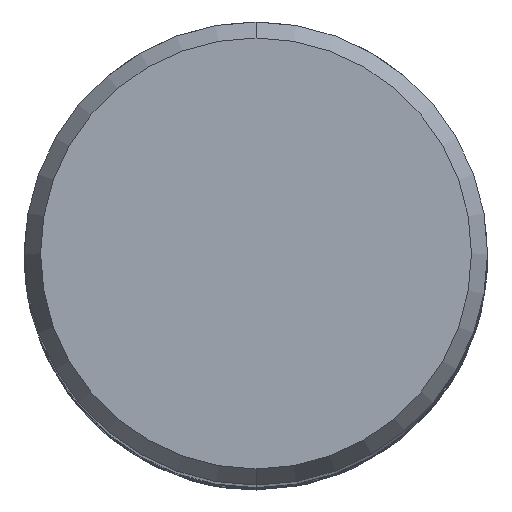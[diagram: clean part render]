
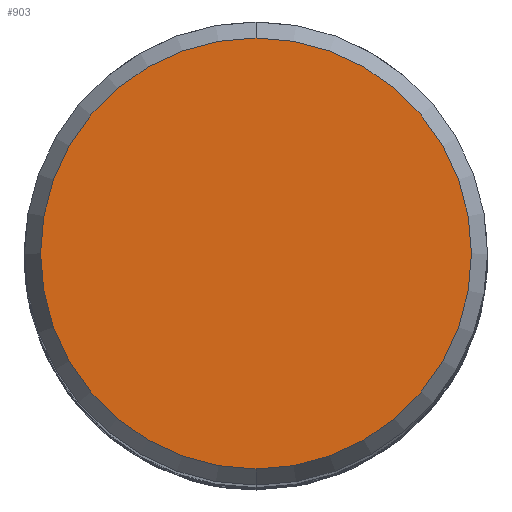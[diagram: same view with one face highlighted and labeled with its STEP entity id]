
A CAD part, top view. The second image highlights one B-rep face of the part: STEP entity #903.
In plain terms, the highlighted planar face has unit normal (0, 0, 1).
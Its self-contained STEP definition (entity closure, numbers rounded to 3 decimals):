
#903=ADVANCED_FACE('',(#2342),#2343,.T.);
#917=VERTEX_POINT('',#2357);
#1337=EDGE_CURVE('',#1771,#917,#2822,.T.);
#1771=VERTEX_POINT('',#3296);
#1909=EDGE_CURVE('',#917,#1771,#3447,.T.);
#2342=FACE_OUTER_BOUND('',#5411,.T.);
#2343=PLANE('',#5412);
#2357=CARTESIAN_POINT('',(0.0,9.307,0.0));
#2822=CIRCLE('',#11531,9.307);
#3296=CARTESIAN_POINT('',(0.,-9.307,0.0));
#3447=CIRCLE('',#20552,9.307);
#5411=EDGE_LOOP('',(#25671,#25672));
#5412=AXIS2_PLACEMENT_3D('',#25673,#25674,#25675);
#11531=AXIS2_PLACEMENT_3D('',#26162,#26163,#26164);
#20552=AXIS2_PLACEMENT_3D('',#26792,#26793,#26794);
#25671=ORIENTED_EDGE('',*,*,#1909,.F.);
#25672=ORIENTED_EDGE('',*,*,#1337,.F.);
#25673=CARTESIAN_POINT('',(0.0,4.654,0.0));
#25674=DIRECTION('',(-0.0,0.0,1.0));
#25675=DIRECTION('',(0.0,-1.0,0.0));
#26162=CARTESIAN_POINT('',(0.0,0.0,0.0));
#26163=DIRECTION('',(0.0,0.0,-1.0));
#26164=DIRECTION('',(0.0,1.0,0.0));
#26792=CARTESIAN_POINT('',(0.0,0.0,0.0));
#26793=DIRECTION('',(0.0,0.0,-1.0));
#26794=DIRECTION('',(0.0,1.0,0.0));
